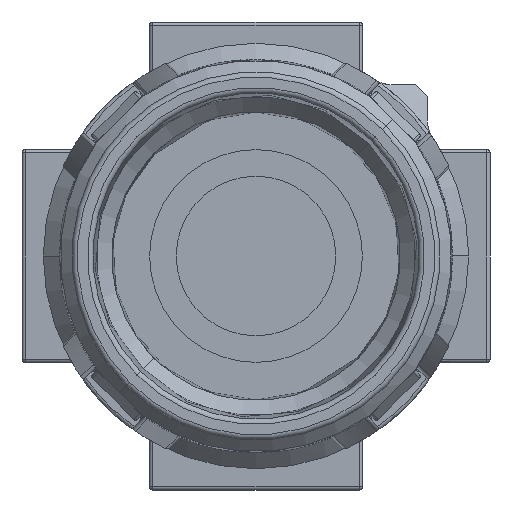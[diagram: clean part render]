
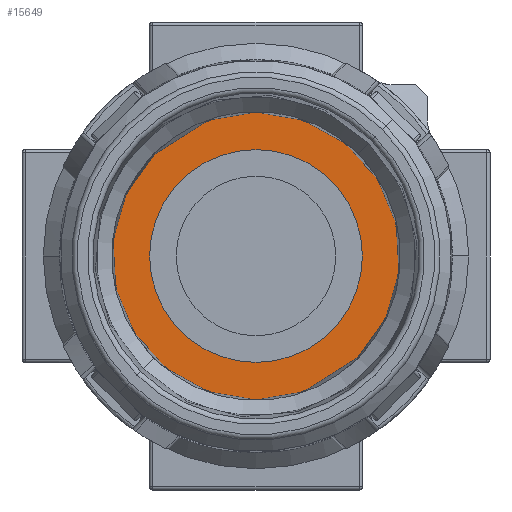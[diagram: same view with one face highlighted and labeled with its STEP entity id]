
A CAD part, front view. The second image highlights one B-rep face of the part: STEP entity #15649.
In plain terms, the highlighted planar face has unit normal (0, -1, 0).
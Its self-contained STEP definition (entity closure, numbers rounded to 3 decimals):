
#6191=CARTESIAN_POINT('',(0.,-82.4,0.));
#6192=DIRECTION('',(0.,-1.,0.));
#6193=DIRECTION('',(-0.707,0.,0.707));
#6194=AXIS2_PLACEMENT_3D('',#6191,#6192,#6193);
#6209=CARTESIAN_POINT('',(0.,-82.4,0.));
#6210=DIRECTION('',(0.,1.,0.));
#6211=DIRECTION('',(1.,0.,0.));
#6212=AXIS2_PLACEMENT_3D('',#6209,#6210,#6211);
#6214=CARTESIAN_POINT('',(0.,-82.4,0.));
#6215=DIRECTION('',(0.,1.,0.));
#6216=DIRECTION('',(-1.,0.,0.));
#6217=AXIS2_PLACEMENT_3D('',#6214,#6215,#6216);
#6219=CARTESIAN_POINT('',(0.,-82.4,0.));
#6220=DIRECTION('',(0.,-1.,0.));
#6221=DIRECTION('',(0.707,0.,-0.707));
#6222=AXIS2_PLACEMENT_3D('',#6219,#6220,#6221);
#8485=CARTESIAN_POINT('',(-9.546,-82.4,9.546));
#8486=CARTESIAN_POINT('',(9.546,-82.4,-9.546));
#8487=VERTEX_POINT('',#8485);
#8488=VERTEX_POINT('',#8486);
#8493=CARTESIAN_POINT('',(10.,-82.4,0.));
#8494=CARTESIAN_POINT('',(-10.,-82.4,0.));
#8495=VERTEX_POINT('',#8493);
#8496=VERTEX_POINT('',#8494);
#15633=CARTESIAN_POINT('',(0.,-82.4,0.));
#15634=DIRECTION('',(0.,-1.,0.));
#15635=DIRECTION('',(1.,0.,0.));
#15636=AXIS2_PLACEMENT_3D('',#15633,#15634,#15635);
#15637=PLANE('',#15636);
#15638=ORIENTED_EDGE('',*,*,#15615,.F.);
#15640=ORIENTED_EDGE('',*,*,#15639,.F.);
#15641=EDGE_LOOP('',(#15638,#15640));
#15642=FACE_OUTER_BOUND('',#15641,.F.);
#15644=ORIENTED_EDGE('',*,*,#15643,.F.);
#15646=ORIENTED_EDGE('',*,*,#15645,.F.);
#15647=EDGE_LOOP('',(#15644,#15646));
#15648=FACE_BOUND('',#15647,.F.);
#15649=ADVANCED_FACE('',(#15642,#15648),#15637,.T.);
#6195=CIRCLE('',#6194,13.501);
#6213=CIRCLE('',#6212,10.);
#6218=CIRCLE('',#6217,10.);
#6223=CIRCLE('',#6222,13.501);
#15615=EDGE_CURVE('',#8487,#8488,#6195,.T.);
#15639=EDGE_CURVE('',#8488,#8487,#6223,.T.);
#15643=EDGE_CURVE('',#8495,#8496,#6213,.T.);
#15645=EDGE_CURVE('',#8496,#8495,#6218,.T.);
